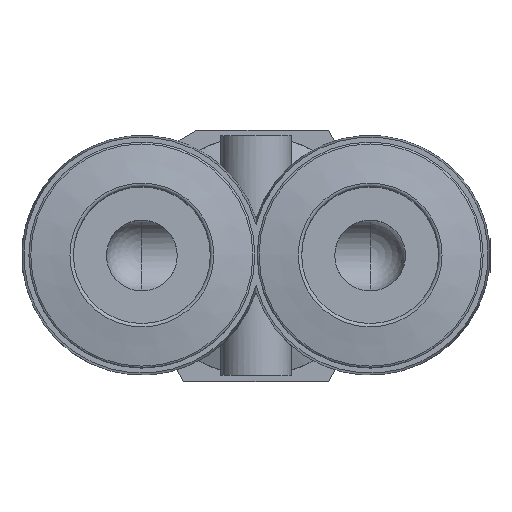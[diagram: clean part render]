
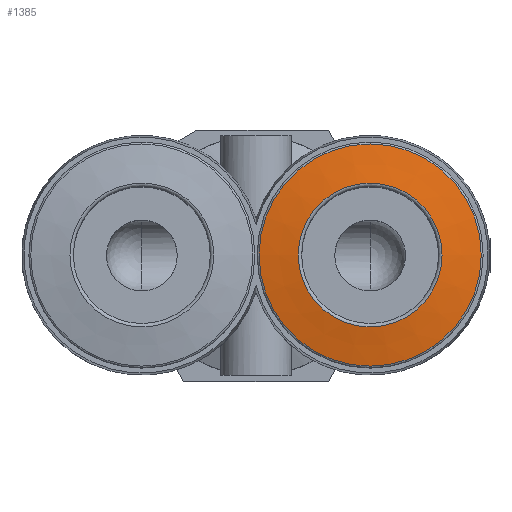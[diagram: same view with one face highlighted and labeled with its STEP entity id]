
A CAD part, top view. The second image highlights one B-rep face of the part: STEP entity #1385.
In plain terms, the highlighted conical face has half-angle 80 degrees and reference radius 9.735 mm.
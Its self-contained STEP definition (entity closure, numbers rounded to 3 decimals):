
#211=CONICAL_SURFACE('',#1556,9.735,1.396);
#395=ORIENTED_EDGE('',*,*,#718,.F.);
#396=ORIENTED_EDGE('',*,*,#717,.T.);
#717=EDGE_CURVE('',#882,#882,#988,.T.);
#718=EDGE_CURVE('',#883,#883,#989,.T.);
#882=VERTEX_POINT('',#2494);
#883=VERTEX_POINT('',#2497);
#988=CIRCLE('',#1555,9.735);
#989=CIRCLE('',#1557,6.3);
#1082=EDGE_LOOP('',(#395));
#1083=EDGE_LOOP('',(#396));
#1229=FACE_BOUND('',#1082,.T.);
#1230=FACE_BOUND('',#1083,.T.);
#1385=ADVANCED_FACE('',(#1229,#1230),#211,.T.);
#1555=AXIS2_PLACEMENT_3D('',#2493,#1862,#1863);
#1556=AXIS2_PLACEMENT_3D('',#2495,#1864,#1865);
#1557=AXIS2_PLACEMENT_3D('',#2496,#1866,#1867);
#1862=DIRECTION('',(0.,0.,1.));
#1863=DIRECTION('',(1.,0.,0.));
#1864=DIRECTION('',(0.,0.,-1.));
#1865=DIRECTION('',(-1.,0.,0.));
#1866=DIRECTION('',(0.,0.,1.));
#1867=DIRECTION('',(1.,0.,0.));
#2493=CARTESIAN_POINT('',(10.,0.,21.794));
#2494=CARTESIAN_POINT('',(19.735,0.,21.794));
#2495=CARTESIAN_POINT('',(10.,0.,21.794));
#2496=CARTESIAN_POINT('',(10.,0.,22.4));
#2497=CARTESIAN_POINT('',(16.3,0.,22.4));
